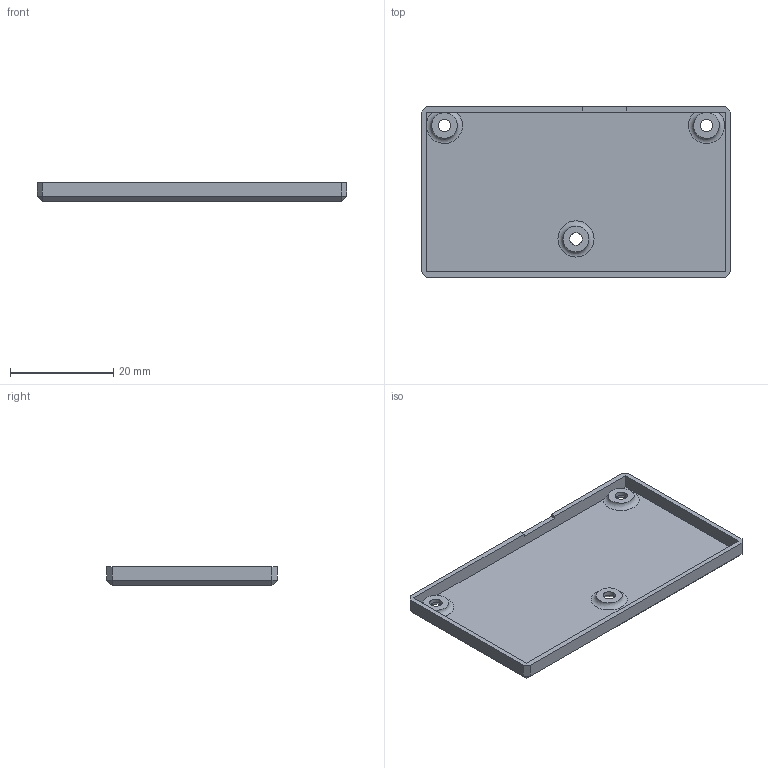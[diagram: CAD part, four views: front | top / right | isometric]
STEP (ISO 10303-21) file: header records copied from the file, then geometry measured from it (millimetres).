
FILE_DESCRIPTION(/* description */ ('Alibre Inc.'),/* implementation_level */ '2;1');
FILE_NAME(/* name */ 'export0',/* time_stamp */ '2019-05-14T22:11:04+02:00',/* author */ (''),/* organization */ (''),/* preprocessor_version */ 'ST-DEVELOPER v14',/* originating_system */ 'Alibre',/* authorisation */ '');
FILE_SCHEMA (('AUTOMOTIVE_DESIGN'));
Length unit declared in the file: centimetre
Bounding box: 60 x 33 x 3.6 mm (x, y, z)
Volume: 2372 mm3; surface area: 4996.9 mm2
Topology: 1 solids, 1 shells, 39 faces, 92 edges, 56 vertices
Faces by surface type: plane 30, cone 3, cylinder 3, torus 3
Full cylindrical faces by diameter (mm): 2.4 x3
Entity records: 1108 total; most frequent: CARTESIAN_POINT 279, ORIENTED_EDGE 162, DIRECTION 134, EDGE_CURVE 81, VECTOR 58, LINE 58, EDGE_LOOP 55, FACE_BOUND 55
